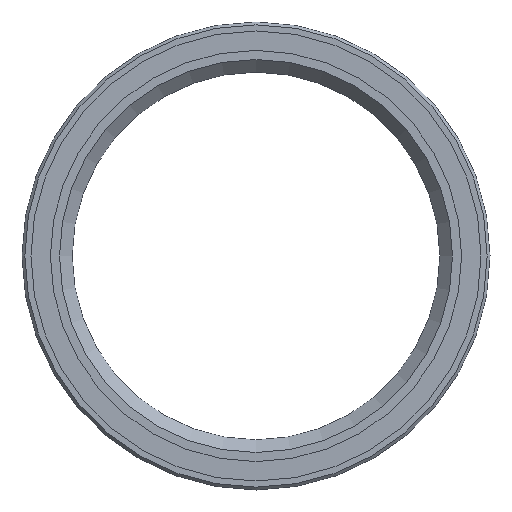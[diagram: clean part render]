
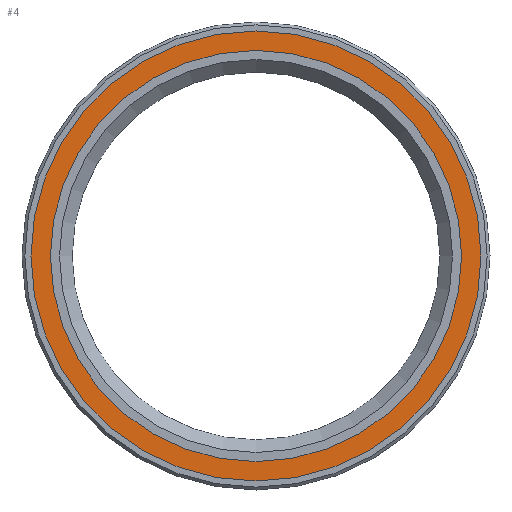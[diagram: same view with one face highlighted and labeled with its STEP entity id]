
A CAD part, front view. The second image highlights one B-rep face of the part: STEP entity #4.
In plain terms, the highlighted planar face has unit normal (0, -1, 0).
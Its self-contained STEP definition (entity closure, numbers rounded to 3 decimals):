
#4 = ADVANCED_FACE ( 'NONE', ( #46, #205 ), #144, .T. ) ;
#5 = VERTEX_POINT ( 'NONE', #137 ) ;
#16 = DIRECTION ( 'NONE',  ( 0., 1., 0. ) ) ;
#20 = ORIENTED_EDGE ( 'NONE', *, *, #279, .F. ) ;
#24 = DIRECTION ( 'NONE',  ( 0., -1., 0. ) ) ;
#46 = FACE_BOUND ( 'NONE', #169, .T. ) ;
#61 = AXIS2_PLACEMENT_3D ( 'NONE', #282, #16, #180 ) ;
#91 = DIRECTION ( 'NONE',  ( 0., -1., 0. ) ) ;
#95 = EDGE_CURVE ( 'NONE', #5, #5, #131, .T. ) ;
#131 = CIRCLE ( 'NONE', #61, 62.5 ) ;
#137 = CARTESIAN_POINT ( 'NONE',  ( 0., -10., 62.5 ) ) ;
#144 = PLANE ( 'NONE',  #268 ) ;
#146 = VERTEX_POINT ( 'NONE', #298 ) ;
#169 = EDGE_LOOP ( 'NONE', ( #20 ) ) ;
#175 = CIRCLE ( 'NONE', #270, 57.1 ) ;
#180 = DIRECTION ( 'NONE',  ( 0., 0., 1. ) ) ;
#205 = FACE_OUTER_BOUND ( 'NONE', #349, .T. ) ;
#210 = DIRECTION ( 'NONE',  ( 0., 0., -1. ) ) ;
#214 = ORIENTED_EDGE ( 'NONE', *, *, #95, .F. ) ;
#235 = CARTESIAN_POINT ( 'NONE',  ( 62.5, -10., 0. ) ) ;
#243 = CARTESIAN_POINT ( 'NONE',  ( 0., -10., 0. ) ) ;
#257 = DIRECTION ( 'NONE',  ( 0., 0., -1. ) ) ;
#268 = AXIS2_PLACEMENT_3D ( 'NONE', #235, #91, #257 ) ;
#270 = AXIS2_PLACEMENT_3D ( 'NONE', #243, #24, #210 ) ;
#279 = EDGE_CURVE ( 'NONE', #146, #146, #175, .T. ) ;
#282 = CARTESIAN_POINT ( 'NONE',  ( 0., -10., 0. ) ) ;
#298 = CARTESIAN_POINT ( 'NONE',  ( 0., -10., -57.1 ) ) ;
#349 = EDGE_LOOP ( 'NONE', ( #214 ) ) ;
